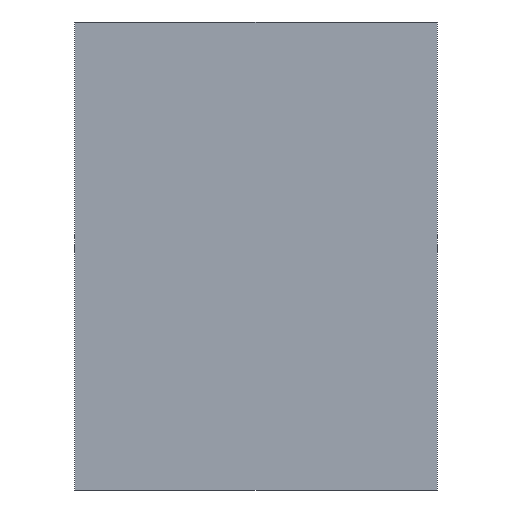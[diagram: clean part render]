
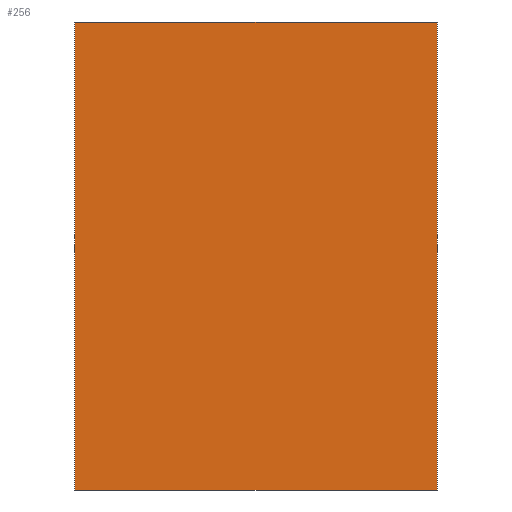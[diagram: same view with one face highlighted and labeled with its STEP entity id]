
A CAD part, front view. The second image highlights one B-rep face of the part: STEP entity #256.
In plain terms, the highlighted planar face has unit normal (0, -1, 0).
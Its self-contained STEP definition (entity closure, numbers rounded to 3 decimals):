
#24=PLANE('',#298);
#38=FACE_OUTER_BOUND('',#52,.T.);
#52=EDGE_LOOP('',(#213,#214,#215,#216));
#76=LINE('',#430,#102);
#77=LINE('',#433,#103);
#78=LINE('',#435,#104);
#79=LINE('',#436,#105);
#102=VECTOR('',#356,10.);
#103=VECTOR('',#359,10.);
#104=VECTOR('',#360,10.);
#105=VECTOR('',#361,10.);
#137=VERTEX_POINT('',#426);
#138=VERTEX_POINT('',#428);
#139=VERTEX_POINT('',#432);
#140=VERTEX_POINT('',#434);
#168=EDGE_CURVE('',#137,#138,#76,.T.);
#169=EDGE_CURVE('',#137,#139,#77,.T.);
#170=EDGE_CURVE('',#140,#138,#78,.T.);
#171=EDGE_CURVE('',#139,#140,#79,.T.);
#213=ORIENTED_EDGE('',*,*,#169,.F.);
#214=ORIENTED_EDGE('',*,*,#168,.T.);
#215=ORIENTED_EDGE('',*,*,#170,.F.);
#216=ORIENTED_EDGE('',*,*,#171,.F.);
#256=ADVANCED_FACE('',(#38),#24,.T.);
#298=AXIS2_PLACEMENT_3D('',#431,#357,#358);
#356=DIRECTION('',(0.,0.,-1.));
#357=DIRECTION('center_axis',(0.,-1.,0.));
#358=DIRECTION('ref_axis',(-1.,0.,0.));
#359=DIRECTION('',(1.,0.,0.));
#360=DIRECTION('',(-1.,0.,0.));
#361=DIRECTION('',(0.,0.,-1.));
#426=CARTESIAN_POINT('',(-5.,0.,0.));
#428=CARTESIAN_POINT('',(-5.,0.,-80.));
#430=CARTESIAN_POINT('',(-5.,0.,0.));
#431=CARTESIAN_POINT('Origin',(57.,0.,0.));
#432=CARTESIAN_POINT('',(57.,0.,0.));
#433=CARTESIAN_POINT('',(-5.,0.,0.));
#434=CARTESIAN_POINT('',(57.,0.,-80.));
#435=CARTESIAN_POINT('',(-5.,0.,-80.));
#436=CARTESIAN_POINT('',(57.,0.,0.));
